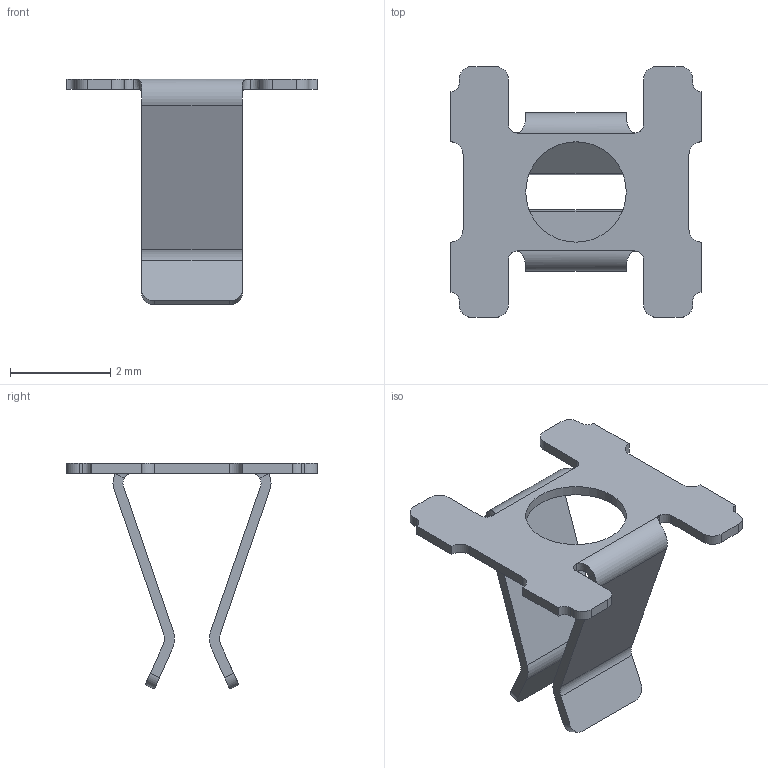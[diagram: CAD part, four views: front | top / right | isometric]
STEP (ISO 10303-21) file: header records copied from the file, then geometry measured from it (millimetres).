
FILE_DESCRIPTION((''),'2;1');
FILE_NAME('HARWIN_S9101-46R.stp','2014-09-22T16:07:44',(''),(''),'Mechanical Desktop 2011','Mechanical Desktop 2011',', , ');
FILE_SCHEMA(('AUTOMOTIVE_DESIGN { 1 2 10303 214 1 1 1 1 }'));
Length unit declared in the file: millimetre
Products named in the file (1): Product
Bounding box: 5 x 5 x 4.5 mm (x, y, z)
Volume: 6.5 mm3; surface area: 74.7 mm2
Topology: 1 solids, 1 shells, 72 faces, 202 edges, 132 vertices
Faces by surface type: plane 34, cylinder 30, bspline 8
Entity records: 2999 total; most frequent: CARTESIAN_POINT 1091, ORIENTED_EDGE 404, DIRECTION 376, EDGE_CURVE 202, VERTEX_POINT 132, VECTOR 126, LINE 126, AXIS2_PLACEMENT_3D 125
